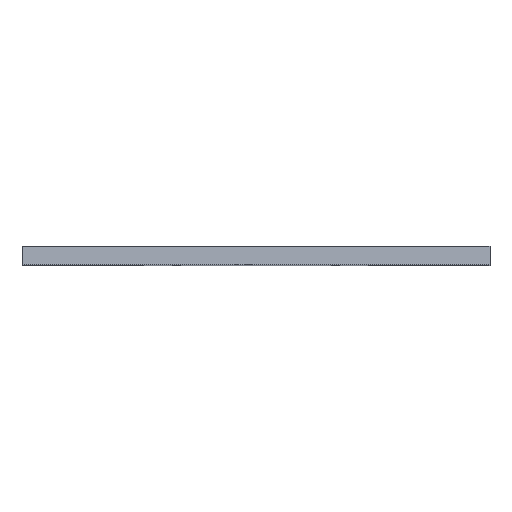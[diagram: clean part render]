
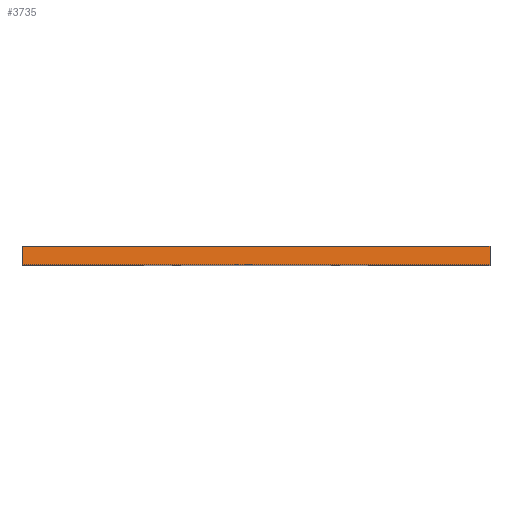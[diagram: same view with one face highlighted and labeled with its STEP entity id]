
A CAD part, top view. The second image highlights one B-rep face of the part: STEP entity #3735.
In plain terms, the highlighted free-form (B-spline) face has degree [1, 1] with [2, 2] control points.
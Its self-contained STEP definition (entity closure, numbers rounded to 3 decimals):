
#3735 = ADVANCED_FACE('',(#3736),#3794,.T.);
#3736 = FACE_BOUND('',#3737,.T.);
#3737 = EDGE_LOOP('',(#3738,#3747,#3754,#3761,#3768,#3775,#3782,#3789));
#3738 = ORIENTED_EDGE('',*,*,#3739,.T.);
#3739 = EDGE_CURVE('',#3740,#3742,#3744,.T.);
#3740 = VERTEX_POINT('',#3741);
#3741 = CARTESIAN_POINT('',(0.,3.409,-7.31));
#3742 = VERTEX_POINT('',#3743);
#3743 = CARTESIAN_POINT('',(3.835,3.409,-7.31)
  );
#3744 = B_SPLINE_CURVE_WITH_KNOTS('',1,(#3745,#3746),.UNSPECIFIED.,.F.,
  .F.,(2,2),(0.,4.5),.PIECEWISE_BEZIER_KNOTS.);
#3745 = CARTESIAN_POINT('',(0.,3.409,-7.31));
#3746 = CARTESIAN_POINT('',(3.835,3.409,-7.31)
  );
#3747 = ORIENTED_EDGE('',*,*,#3748,.T.);
#3748 = EDGE_CURVE('',#3742,#3749,#3751,.T.);
#3749 = VERTEX_POINT('',#3750);
#3750 = CARTESIAN_POINT('',(13.38,3.409,-7.31
    ));
#3751 = B_SPLINE_CURVE_WITH_KNOTS('',1,(#3752,#3753),.UNSPECIFIED.,.F.,
  .F.,(2,2),(0.,11.2),.PIECEWISE_BEZIER_KNOTS.);
#3752 = CARTESIAN_POINT('',(3.835,3.409,-7.31)
  );
#3753 = CARTESIAN_POINT('',(13.38,3.409,-7.31
    ));
#3754 = ORIENTED_EDGE('',*,*,#3755,.T.);
#3755 = EDGE_CURVE('',#3749,#3756,#3758,.T.);
#3756 = VERTEX_POINT('',#3757);
#3757 = CARTESIAN_POINT('',(71.843,3.409,-7.31
    ));
#3758 = B_SPLINE_CURVE_WITH_KNOTS('',1,(#3759,#3760),.UNSPECIFIED.,.F.,
  .F.,(2,2),(0.,68.6),.PIECEWISE_BEZIER_KNOTS.);
#3759 = CARTESIAN_POINT('',(13.38,3.409,-7.31
    ));
#3760 = CARTESIAN_POINT('',(71.843,3.409,-7.31
    ));
#3761 = ORIENTED_EDGE('',*,*,#3762,.T.);
#3762 = EDGE_CURVE('',#3756,#3763,#3765,.T.);
#3763 = VERTEX_POINT('',#3764);
#3764 = CARTESIAN_POINT('',(81.388,3.409,-7.31
    ));
#3765 = B_SPLINE_CURVE_WITH_KNOTS('',1,(#3766,#3767),.UNSPECIFIED.,.F.,
  .F.,(2,2),(0.,11.2),.PIECEWISE_BEZIER_KNOTS.);
#3766 = CARTESIAN_POINT('',(71.843,3.409,-7.31
    ));
#3767 = CARTESIAN_POINT('',(81.388,3.409,-7.31
    ));
#3768 = ORIENTED_EDGE('',*,*,#3769,.T.);
#3769 = EDGE_CURVE('',#3763,#3770,#3772,.T.);
#3770 = VERTEX_POINT('',#3771);
#3771 = CARTESIAN_POINT('',(85.223,3.409,-7.31
    ));
#3772 = B_SPLINE_CURVE_WITH_KNOTS('',1,(#3773,#3774),.UNSPECIFIED.,.F.,
  .F.,(2,2),(0.,4.5),.PIECEWISE_BEZIER_KNOTS.);
#3773 = CARTESIAN_POINT('',(81.388,3.409,-7.31
    ));
#3774 = CARTESIAN_POINT('',(85.223,3.409,-7.31
    ));
#3775 = ORIENTED_EDGE('',*,*,#3776,.T.);
#3776 = EDGE_CURVE('',#3770,#3777,#3779,.T.);
#3777 = VERTEX_POINT('',#3778);
#3778 = CARTESIAN_POINT('',(85.223,0.,
    0.));
#3779 = B_SPLINE_CURVE_WITH_KNOTS('',1,(#3780,#3781),.UNSPECIFIED.,.F.,
  .F.,(2,2),(0.,9.465),.PIECEWISE_BEZIER_KNOTS.);
#3780 = CARTESIAN_POINT('',(85.223,3.409,-7.31
    ));
#3781 = CARTESIAN_POINT('',(85.223,0.,
    0.));
#3782 = ORIENTED_EDGE('',*,*,#3783,.T.);
#3783 = EDGE_CURVE('',#3777,#3784,#3786,.T.);
#3784 = VERTEX_POINT('',#3785);
#3785 = CARTESIAN_POINT('',(0.,0.,0.));
#3786 = B_SPLINE_CURVE_WITH_KNOTS('',1,(#3787,#3788),.UNSPECIFIED.,.F.,
  .F.,(2,2),(0.,100.),.PIECEWISE_BEZIER_KNOTS.);
#3787 = CARTESIAN_POINT('',(85.223,0.,0.));
#3788 = CARTESIAN_POINT('',(0.,0.,0.));
#3789 = ORIENTED_EDGE('',*,*,#3790,.T.);
#3790 = EDGE_CURVE('',#3784,#3740,#3791,.T.);
#3791 = B_SPLINE_CURVE_WITH_KNOTS('',1,(#3792,#3793),.UNSPECIFIED.,.F.,
  .F.,(2,2),(0.,9.465),.PIECEWISE_BEZIER_KNOTS.);
#3792 = CARTESIAN_POINT('',(0.,0.,0.));
#3793 = CARTESIAN_POINT('',(0.,3.409,-7.31));
#3794 = B_SPLINE_SURFACE_WITH_KNOTS('',1,1,(
    (#3795,#3796)
    ,(#3797,#3798
    )),.UNSPECIFIED.,.F.,.F.,.F.,(2,2),(2,2),(0.,1.),(0.,1.),
  .PIECEWISE_BEZIER_KNOTS.);
#3795 = CARTESIAN_POINT('',(0.,0.,0.));
#3796 = CARTESIAN_POINT('',(85.223,0.,0.));
#3797 = CARTESIAN_POINT('',(0.,3.409,-7.31));
#3798 = CARTESIAN_POINT('',(85.223,3.409,-7.31
    ));
